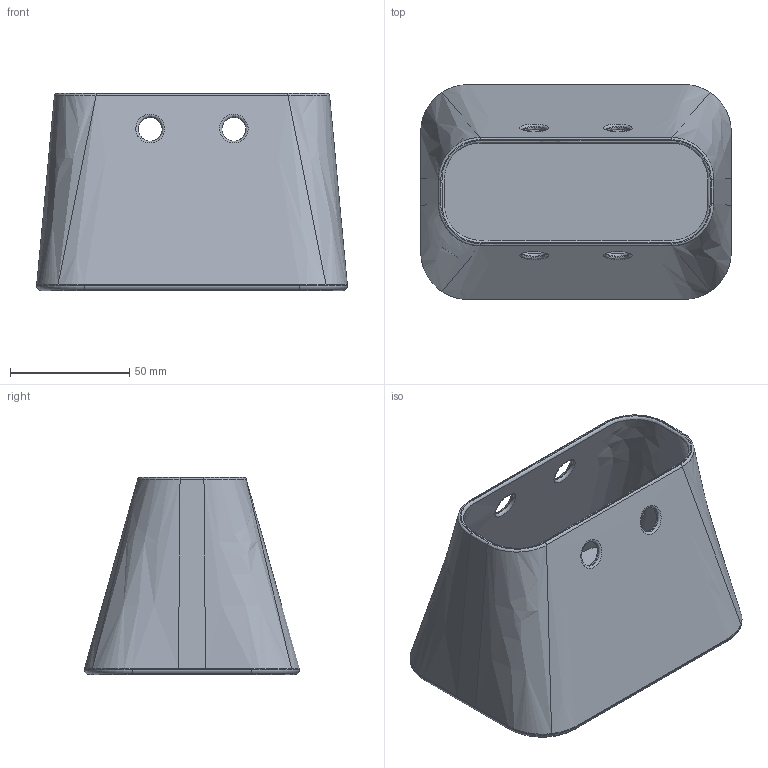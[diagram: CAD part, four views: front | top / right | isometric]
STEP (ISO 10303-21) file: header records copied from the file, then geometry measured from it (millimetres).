
FILE_DESCRIPTION(/* description */ ('','CAx-IF Rec.Pracs.---Representation and Presentation of Product Manufacturing Information (PMI)---4.0---2014-10-13'),/* implementation_level */ '2;1');
FILE_NAME(/* name */ 'Bag.step',/* time_stamp */ '2024-12-16T17:37:06+09:00',/* author */ (''),/* organization */ (''),/* preprocessor_version */ 'ST-DEVELOPER v20',/* originating_system */ 'Autodesk Translation Framework v13.20.0.188',/* authorisation */ '');
FILE_SCHEMA (('AP242_MANAGED_MODEL_BASED_3D_ENGINEERING_MIM_LF { 1 0 10303 442 1 1 4 }'));
Length unit declared in the file: millimetre
Products named in the file (1): Bag
Bounding box: 130 x 90 x 82.5 mm (x, y, z)
Volume: 108591 mm3; surface area: 77991.1 mm2
Topology: 1 solids, 1 shells, 49 faces, 135 edges, 89 vertices
Faces by surface type: bspline 22, cylinder 14, plane 9, torus 4
Full cylindrical faces by diameter (mm): 10 x4
Entity records: 4039 total; most frequent: CARTESIAN_POINT 2917, ORIENTED_EDGE 270, DIRECTION 157, EDGE_CURVE 135, VERTEX_POINT 89, B_SPLINE_CURVE_WITH_KNOTS 67, AXIS2_PLACEMENT_3D 61, EDGE_LOOP 58
